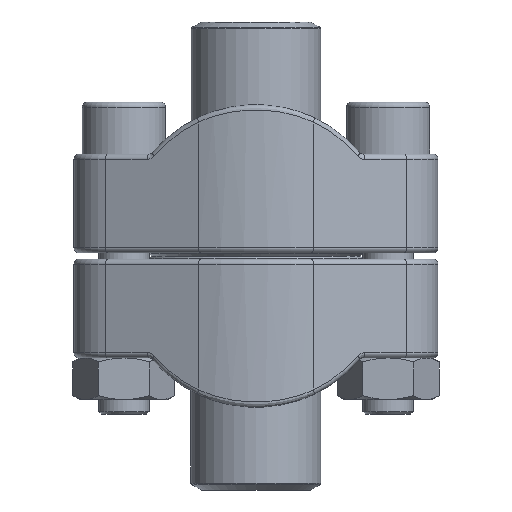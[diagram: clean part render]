
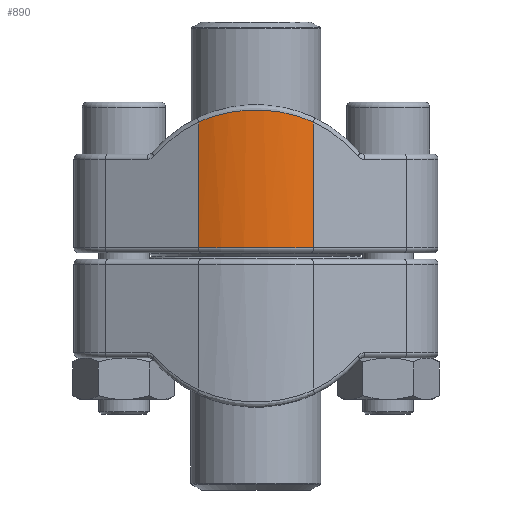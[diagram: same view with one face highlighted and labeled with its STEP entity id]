
A CAD part, front view. The second image highlights one B-rep face of the part: STEP entity #890.
In plain terms, the highlighted cylindrical face has radius 30 mm (diameter 60 mm), a partial arc.
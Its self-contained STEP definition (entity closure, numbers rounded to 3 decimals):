
#589=B_SPLINE_CURVE_WITH_KNOTS('',3,(#5232,#5233,#5234,#5235,#5236,#5237),
 .UNSPECIFIED.,.F.,.F.,(4,2,4),(0.,0.5,1.),.UNSPECIFIED.);
#890=ADVANCED_FACE('',(#1160),#1099,.T.);
#1099=CYLINDRICAL_SURFACE('',#3550,30.);
#1160=FACE_OUTER_BOUND('',#1304,.T.);
#1304=EDGE_LOOP('',(#1929,#1930,#1931,#1932));
#1627=CIRCLE('',#3549,30.);
#1929=ORIENTED_EDGE('',*,*,#2972,.T.);
#1930=ORIENTED_EDGE('',*,*,#2984,.T.);
#1931=ORIENTED_EDGE('',*,*,#2965,.F.);
#1932=ORIENTED_EDGE('',*,*,#2985,.T.);
#2681=VERTEX_POINT('',#5159);
#2682=VERTEX_POINT('',#5160);
#2687=VERTEX_POINT('',#5181);
#2688=VERTEX_POINT('',#5183);
#2965=EDGE_CURVE('',#2681,#2682,#3331,.T.);
#2972=EDGE_CURVE('',#2688,#2687,#3336,.T.);
#2984=EDGE_CURVE('',#2687,#2682,#1627,.T.);
#2985=EDGE_CURVE('',#2681,#2688,#589,.T.);
#3331=LINE('',#5158,#3425);
#3336=LINE('',#5182,#3430);
#3425=VECTOR('',#4064,1.);
#3430=VECTOR('',#4073,1.);
#3549=AXIS2_PLACEMENT_3D('',#5231,#4095,#4096);
#3550=AXIS2_PLACEMENT_3D('',#5238,#4097,#4098);
#4064=DIRECTION('',(0.,0.,-1.));
#4073=DIRECTION('',(0.,0.,-1.));
#4095=DIRECTION('',(0.,0.,1.));
#4096=DIRECTION('',(-1.,0.,0.));
#4097=DIRECTION('',(0.,0.,-1.));
#4098=DIRECTION('',(-1.,0.,0.));
#5158=CARTESIAN_POINT('',(11.022,-27.902,57.));
#5159=CARTESIAN_POINT('',(11.022,-27.902,25.17));
#5160=CARTESIAN_POINT('',(11.022,-27.902,1.));
#5181=CARTESIAN_POINT('',(-11.022,-27.902,1.));
#5182=CARTESIAN_POINT('',(-11.022,-27.902,57.));
#5183=CARTESIAN_POINT('',(-11.022,-27.902,25.17));
#5231=CARTESIAN_POINT('',(0.,0.,1.));
#5232=CARTESIAN_POINT('',(11.022,-27.902,25.17));
#5233=CARTESIAN_POINT('',(7.685,-29.22,26.69));
#5234=CARTESIAN_POINT('',(3.832,-30.002,27.484));
#5235=CARTESIAN_POINT('',(-3.862,-29.998,27.48));
#5236=CARTESIAN_POINT('',(-7.685,-29.22,26.689));
#5237=CARTESIAN_POINT('',(-11.022,-27.902,25.17));
#5238=CARTESIAN_POINT('',(0.,0.,57.));
